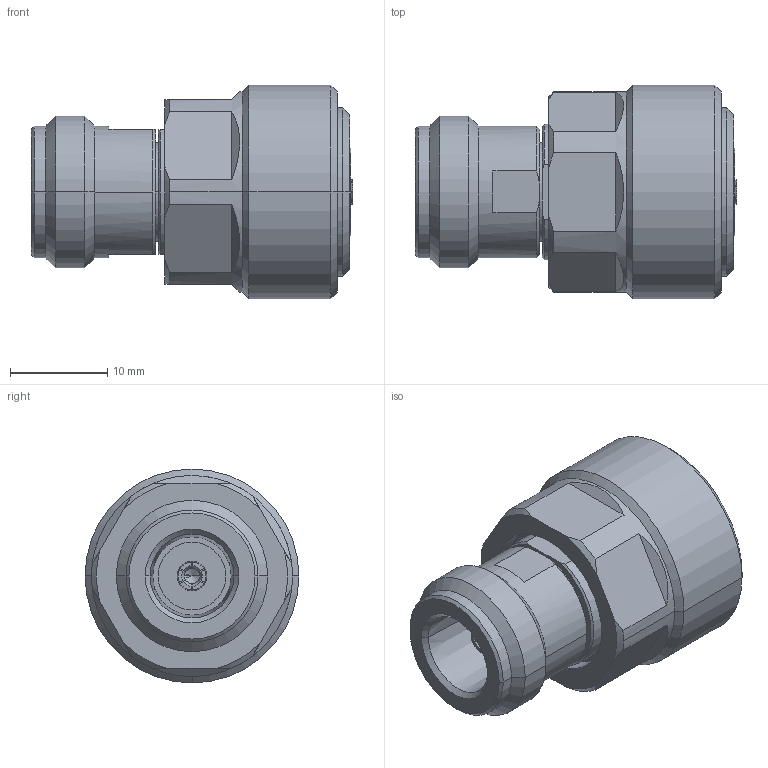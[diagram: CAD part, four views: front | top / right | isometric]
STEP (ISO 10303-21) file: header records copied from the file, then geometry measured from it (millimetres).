
FILE_DESCRIPTION (( 'STEP AP214' ), '1' );
FILE_NAME ('FMAD10034_3D.step', '2024-12-18T22:15:45', ( '' ), ( '' ), 'SwSTEP 2.0', 'SolidWorks 2022', '' );
FILE_SCHEMA (( 'AUTOMOTIVE_DESIGN' ));
Length unit declared in the file: inch
Products named in the file (9): FMAD10034_3D; PC7-3^ads-n8pc7_asm(2)_FMAD10034; ADS-N8PC7---PC7^ads-n8pc7_asm(2)_FMAD10034; ads-n8pc7_asm(2)^FMAD10034; PC7-9^ads-n8pc7_asm(2)_FMAD10034; ADS-N8PC7---N8^ads-n8pc7_asm(2)_FMAD10034; PC7-1^ads-n8pc7_asm(2)_FMAD10034; PC7-8^ads-n8pc7_asm(2)_FMAD10034; PC7-2^ads-n8pc7_asm(2)_FMAD10034
Assembly tree (8 placements, depth 3):
  FMAD10034_3D
    ads-n8pc7_asm(2)^FMAD10034
      ADS-N8PC7---N8^ads-n8pc7_asm(2)_FMAD10034
      ADS-N8PC7---PC7^ads-n8pc7_asm(2)_FMAD10034
      PC7-8^ads-n8pc7_asm(2)_FMAD10034
      PC7-9^ads-n8pc7_asm(2)_FMAD10034
      PC7-3^ads-n8pc7_asm(2)_FMAD10034
      PC7-2^ads-n8pc7_asm(2)_FMAD10034
      PC7-1^ads-n8pc7_asm(2)_FMAD10034
Bounding box: 33.12 x 22.05 x 22.05 mm (x, y, z)
Volume: 7227.5 mm3; surface area: 7897.1 mm2
Topology: 7 solids, 7 shells, 311 faces, 752 edges, 467 vertices
Faces by surface type: cone 112, plane 109, cylinder 90
Entity records: 9888 total; most frequent: CARTESIAN_POINT 2177, DIRECTION 1619, ORIENTED_EDGE 1492, EDGE_CURVE 746, AXIS2_PLACEMENT_3D 660, VERTEX_POINT 467, CIRCLE 337, EDGE_LOOP 337
